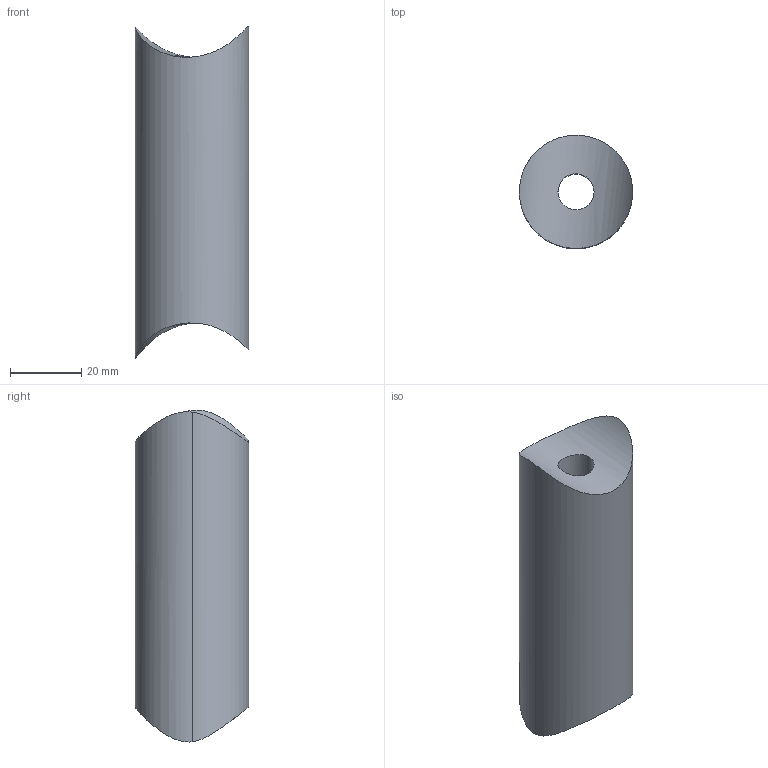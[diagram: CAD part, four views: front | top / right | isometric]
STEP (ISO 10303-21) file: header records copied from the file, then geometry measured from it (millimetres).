
FILE_DESCRIPTION (( 'STEP AP214' ), '1' );
FILE_NAME ('18 - frame strut - body.STEP', '2016-11-26T22:31:39', ( '' ), ( '' ), 'SwSTEP 2.0', 'SolidWorks 2014', '' );
FILE_SCHEMA (( 'AUTOMOTIVE_DESIGN' ));
Length unit declared in the file: millimetre
Products named in the file (1): 18 - frame strut - body
Bounding box: 31.75 x 31.73 x 93.08 mm (x, y, z)
Volume: 55911 mm3; surface area: 12228.4 mm2
Topology: 1 solids, 1 shells, 6 faces, 12 edges, 8 vertices
Faces by surface type: cylinder 6
Entity records: 618 total; most frequent: CARTESIAN_POINT 401, ORIENTED_EDGE 24, DIRECTION 18, EDGE_CURVE 12, UNCERTAINTY_MEASURE_WITH_UNIT 9, SURFACE_STYLE_FILL_AREA 8, VERTEX_POINT 8, EDGE_LOOP 8
